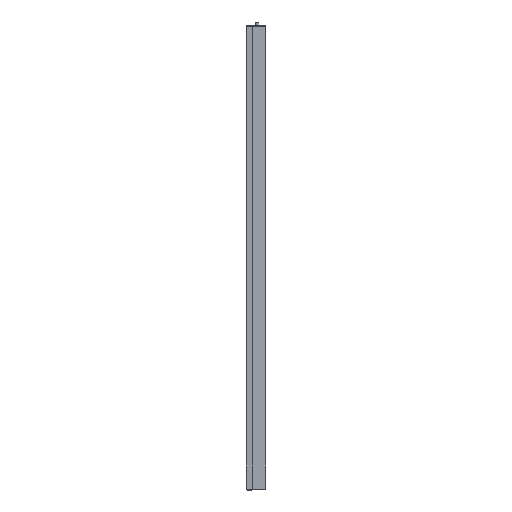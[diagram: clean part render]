
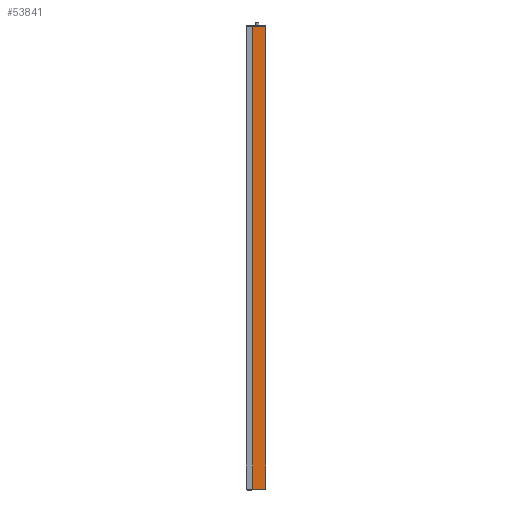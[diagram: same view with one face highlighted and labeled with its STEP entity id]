
A CAD part, left-side view. The second image highlights one B-rep face of the part: STEP entity #53841.
In plain terms, the highlighted planar face has unit normal (-1, 0, 0).
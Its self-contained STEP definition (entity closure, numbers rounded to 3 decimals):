
#469 = LINE ( 'NONE', #14240, #44671 ) ;
#1916 = VECTOR ( 'NONE', #21263, 1000. ) ;
#3380 = CARTESIAN_POINT ( 'NONE',  ( -9.75, 0., 542. ) ) ;
#4543 = VECTOR ( 'NONE', #47011, 1000. ) ;
#11257 = LINE ( 'NONE', #29128, #4543 ) ;
#11544 = LINE ( 'NONE', #34114, #12054 ) ;
#11734 = CARTESIAN_POINT ( 'NONE',  ( -9.75, 0.3, -542. ) ) ;
#12054 = VECTOR ( 'NONE', #12698, 1000. ) ;
#12698 = DIRECTION ( 'NONE',  ( 0., 0., -1. ) ) ;
#13399 = EDGE_CURVE ( 'NONE', #28685, #16726, #469, .T. ) ;
#14240 = CARTESIAN_POINT ( 'NONE',  ( -9.75, 0., -542. ) ) ;
#15770 = CARTESIAN_POINT ( 'NONE',  ( -9.75, 0., 542. ) ) ;
#16726 = VERTEX_POINT ( 'NONE', #11734 ) ;
#17935 = EDGE_CURVE ( 'NONE', #30327, #29301, #38563, .T. ) ;
#18997 = DIRECTION ( 'NONE',  ( 0., 1., 0. ) ) ;
#21263 = DIRECTION ( 'NONE',  ( 0., -1., 0. ) ) ;
#24009 = ORIENTED_EDGE ( 'NONE', *, *, #47255, .T. ) ;
#28685 = VERTEX_POINT ( 'NONE', #42499 ) ;
#29128 = CARTESIAN_POINT ( 'NONE',  ( -9.75, 0.3, 542. ) ) ;
#29301 = VERTEX_POINT ( 'NONE', #52799 ) ;
#30327 = VERTEX_POINT ( 'NONE', #50535 ) ;
#34114 = CARTESIAN_POINT ( 'NONE',  ( -9.75, 30.925, 542. ) ) ;
#35933 = DIRECTION ( 'NONE',  ( 0., -1., 0. ) ) ;
#36521 = ORIENTED_EDGE ( 'NONE', *, *, #50594, .T. ) ;
#36877 = DIRECTION ( 'NONE',  ( 1., 0., 0. ) ) ;
#38111 = ORIENTED_EDGE ( 'NONE', *, *, #13399, .T. ) ;
#38563 = LINE ( 'NONE', #3380, #1916 ) ;
#41846 = FACE_OUTER_BOUND ( 'NONE', #42830, .T. ) ;
#42499 = CARTESIAN_POINT ( 'NONE',  ( -9.75, 30.925, -542. ) ) ;
#42561 = ORIENTED_EDGE ( 'NONE', *, *, #17935, .F. ) ;
#42830 = EDGE_LOOP ( 'NONE', ( #38111, #36521, #42561, #24009 ) ) ;
#44671 = VECTOR ( 'NONE', #35933, 1000. ) ;
#47011 = DIRECTION ( 'NONE',  ( 0., 0., 1. ) ) ;
#47255 = EDGE_CURVE ( 'NONE', #30327, #28685, #11544, .T. ) ;
#50535 = CARTESIAN_POINT ( 'NONE',  ( -9.75, 30.925, 542. ) ) ;
#50594 = EDGE_CURVE ( 'NONE', #16726, #29301, #11257, .T. ) ;
#51333 = AXIS2_PLACEMENT_3D ( 'NONE', #15770, #36877, #18997 ) ;
#52799 = CARTESIAN_POINT ( 'NONE',  ( -9.75, 0.3, 542. ) ) ;
#53841 = ADVANCED_FACE ( 'NONE', ( #41846 ), #55918, .F. ) ;
#55918 = PLANE ( 'NONE',  #51333 ) ;
